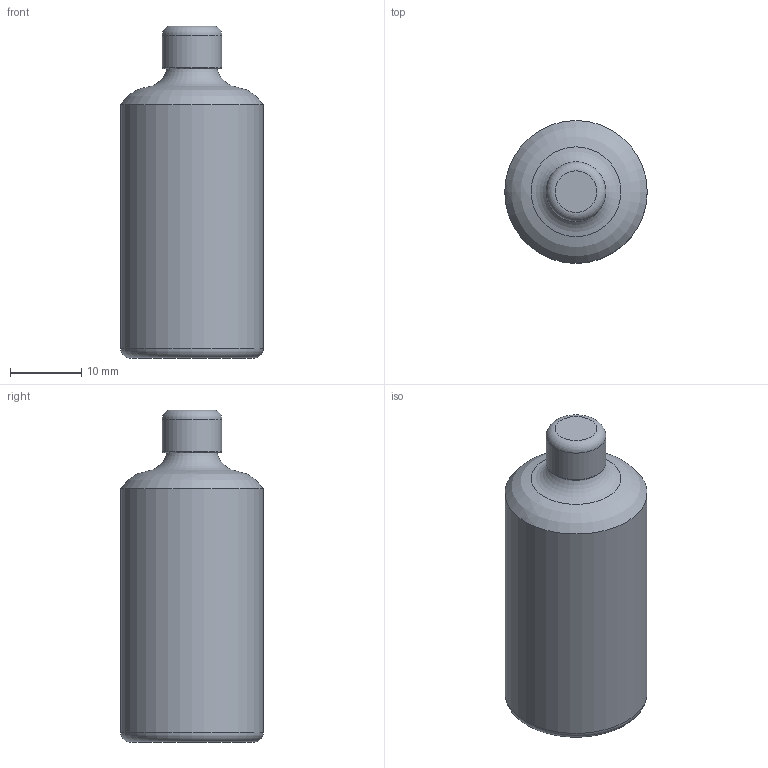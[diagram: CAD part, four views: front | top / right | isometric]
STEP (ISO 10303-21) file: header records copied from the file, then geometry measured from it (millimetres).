
FILE_DESCRIPTION( ( '' ), ' ' );
FILE_NAME( '5b5737cd2cb1cd0eaa298686.step', '2018-07-24T14:29:34', ( '' ), ( '' ), ' ', ' ', ' ' );
FILE_SCHEMA( ( 'AUTOMOTIVE_DESIGN { 1 0 10303 214 1 1 1 1 }' ) );
Length unit declared in the file: metre
Products named in the file (3): Part 2; Part 1; Part 3
Bounding box: 20.03 x 20.03 x 46.65 mm (x, y, z)
Volume: 12389.4 mm3; surface area: 3864.9 mm2
Topology: 3 solids, 3 shells, 14 faces, 21 edges, 13 vertices
Faces by surface type: plane 6, torus 5, cylinder 3
Full cylindrical faces by diameter (mm): 6.99 x1, 8.389 x1, 20.029 x1
Entity records: 402 total; most frequent: DIRECTION 56, CARTESIAN_POINT 39, AXIS2_PLACEMENT_3D 28, FACE_OUTER_BOUND 22, EDGE_LOOP 22, ORIENTED_EDGE 22, STYLED_ITEM 14, PRESENTATION_STYLE_ASSIGNMENT 14
